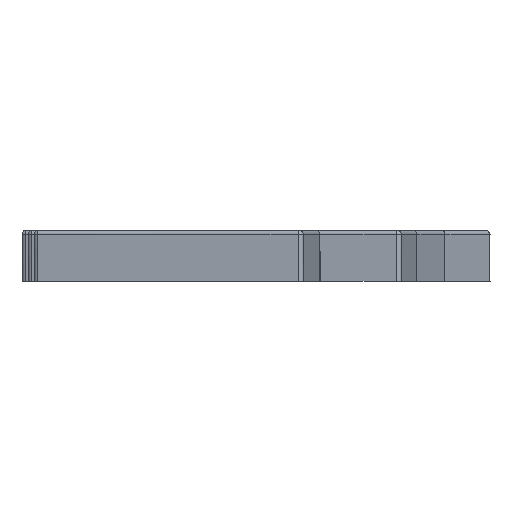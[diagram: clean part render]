
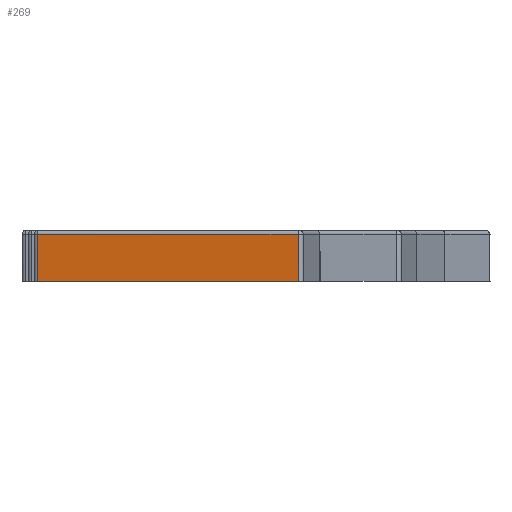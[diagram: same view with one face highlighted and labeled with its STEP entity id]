
A CAD part, left-side view. The second image highlights one B-rep face of the part: STEP entity #269.
In plain terms, the highlighted planar face has unit normal (-0.985, 0.174, 0).
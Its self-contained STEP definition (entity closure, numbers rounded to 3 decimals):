
#269=ADVANCED_FACE('',(#637),#5495,.T.);
#637=FACE_OUTER_BOUND('',#996,.T.);
#996=EDGE_LOOP('',(#2223,#2224,#2225,#2226));
#2223=ORIENTED_EDGE('',*,*,#3531,.T.);
#2224=ORIENTED_EDGE('',*,*,#3530,.T.);
#2225=ORIENTED_EDGE('',*,*,#2916,.T.);
#2226=ORIENTED_EDGE('',*,*,#3532,.F.);
#2916=EDGE_CURVE('',#4683,#4684,#4354,.T.);
#3530=EDGE_CURVE('',#5057,#4683,#4158,.T.);
#3531=EDGE_CURVE('',#5058,#5057,#4579,.T.);
#3532=EDGE_CURVE('',#5058,#4684,#4580,.T.);
#4158=(
BOUNDED_CURVE()
B_SPLINE_CURVE(1,(#9404,#9405),.UNSPECIFIED.,.F.,.F.)
B_SPLINE_CURVE_WITH_KNOTS((2,2),(-10.8,0.),.UNSPECIFIED.)
CURVE()
GEOMETRIC_REPRESENTATION_ITEM()
RATIONAL_B_SPLINE_CURVE((1.,1.))
REPRESENTATION_ITEM('')
);
#4354=B_SPLINE_CURVE_WITH_KNOTS('',1,(#7796,#7797),.UNSPECIFIED.,.F.,.F.,
(2,2),(0.,60.15),.UNSPECIFIED.);
#4579=B_SPLINE_CURVE_WITH_KNOTS('',1,(#9406,#9407),.UNSPECIFIED.,.F.,.F.,
(2,2),(0.,60.15),.UNSPECIFIED.);
#4580=B_SPLINE_CURVE_WITH_KNOTS('',1,(#9408,#9409),.UNSPECIFIED.,.F.,.F.,
(2,2),(-10.8,0.),.UNSPECIFIED.);
#4683=VERTEX_POINT('',#7156);
#4684=VERTEX_POINT('',#7157);
#5057=VERTEX_POINT('',#7530);
#5058=VERTEX_POINT('',#7531);
#5495=PLANE('',#5830);
#5830=AXIS2_PLACEMENT_3D('',#6804,#6131,$);
#6131=DIRECTION('',(-0.985,0.174,0.));
#6804=CARTESIAN_POINT('',(-120.085,58.967,1.));
#7156=CARTESIAN_POINT('',(-120.085,58.967,1.));
#7157=CARTESIAN_POINT('',(-130.53,-0.269,1.));
#7530=CARTESIAN_POINT('',(-120.085,58.967,11.8));
#7531=CARTESIAN_POINT('',(-130.53,-0.269,11.8));
#7796=CARTESIAN_POINT('',(-120.085,58.967,1.));
#7797=CARTESIAN_POINT('',(-130.53,-0.269,1.));
#9404=CARTESIAN_POINT('',(-120.085,58.967,11.8));
#9405=CARTESIAN_POINT('',(-120.085,58.967,1.));
#9406=CARTESIAN_POINT('',(-130.53,-0.269,11.8));
#9407=CARTESIAN_POINT('',(-120.085,58.967,11.8));
#9408=CARTESIAN_POINT('',(-130.53,-0.269,11.8));
#9409=CARTESIAN_POINT('',(-130.53,-0.269,1.));
